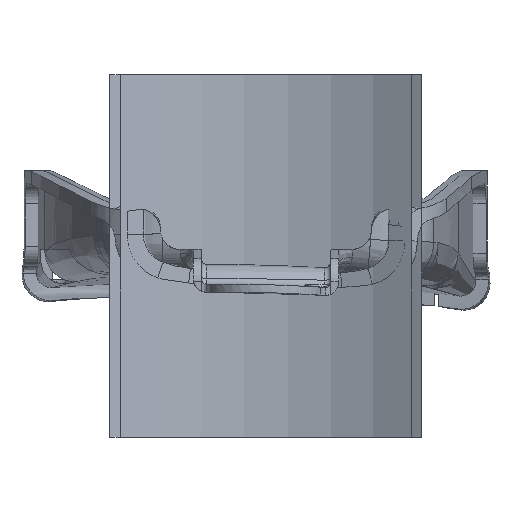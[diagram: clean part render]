
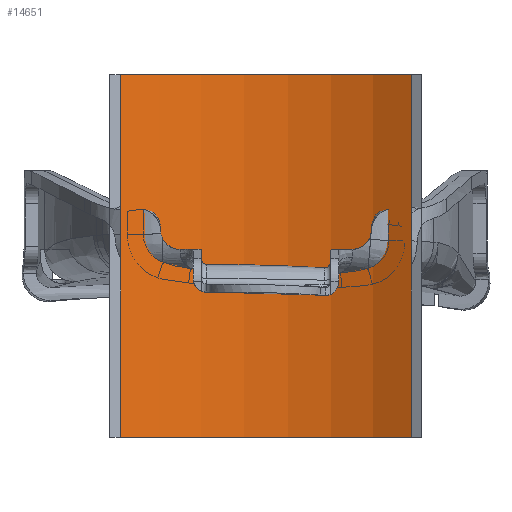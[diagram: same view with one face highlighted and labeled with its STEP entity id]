
A CAD part, top view. The second image highlights one B-rep face of the part: STEP entity #14651.
In plain terms, the highlighted cylindrical face has radius 40 mm (diameter 80 mm), a partial arc.
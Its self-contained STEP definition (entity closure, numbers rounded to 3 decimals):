
#14610=CARTESIAN_POINT('',(7.,-27.484,80.));
#14611=DIRECTION('',(0.,-1.,0.));
#14612=DIRECTION('',(-0.55,0.,-0.835));
#14613=AXIS2_PLACEMENT_3D('',#14610,#14611,#14612);
#14615=DIRECTION('',(0.,1.,0.));
#14616=VECTOR('',#14615,54.968);
#14617=CARTESIAN_POINT('',(29.,-27.484,46.593));
#14618=LINE('',#14617,#14616);
#14619=CARTESIAN_POINT('',(7.,27.484,80.));
#14620=DIRECTION('',(0.,1.,0.));
#14621=DIRECTION('',(0.55,0.,-0.835));
#14622=AXIS2_PLACEMENT_3D('',#14619,#14620,#14621);
#14624=DIRECTION('',(0.,-1.,0.));
#14625=VECTOR('',#14624,54.968);
#14626=CARTESIAN_POINT('',(-15.,27.484,46.593));
#14627=LINE('',#14626,#14625);
#14628=CARTESIAN_POINT('',(-15.,-27.484,46.593));
#14629=CARTESIAN_POINT('',(29.,-27.484,46.593));
#14630=VERTEX_POINT('',#14628);
#14631=VERTEX_POINT('',#14629);
#14632=CARTESIAN_POINT('',(-15.,27.484,46.593));
#14633=CARTESIAN_POINT('',(29.,27.484,46.593));
#14634=VERTEX_POINT('',#14632);
#14635=VERTEX_POINT('',#14633);
#14636=CARTESIAN_POINT('',(7.,-27.484,80.));
#14637=DIRECTION('',(0.,-1.,0.));
#14638=DIRECTION('',(0.,0.,-1.));
#14639=AXIS2_PLACEMENT_3D('',#14636,#14637,#14638);
#14640=CYLINDRICAL_SURFACE('',#14639,40.);
#14642=ORIENTED_EDGE('',*,*,#14641,.T.);
#14644=ORIENTED_EDGE('',*,*,#14643,.T.);
#14646=ORIENTED_EDGE('',*,*,#14645,.T.);
#14648=ORIENTED_EDGE('',*,*,#14647,.T.);
#14649=EDGE_LOOP('',(#14642,#14644,#14646,#14648));
#14650=FACE_OUTER_BOUND('',#14649,.F.);
#14651=ADVANCED_FACE('',(#14650),#14640,.T.);
#14614=CIRCLE('',#14613,40.);
#14623=CIRCLE('',#14622,40.);
#14641=EDGE_CURVE('',#14630,#14631,#14614,.T.);
#14643=EDGE_CURVE('',#14631,#14635,#14618,.T.);
#14645=EDGE_CURVE('',#14635,#14634,#14623,.T.);
#14647=EDGE_CURVE('',#14634,#14630,#14627,.T.);
